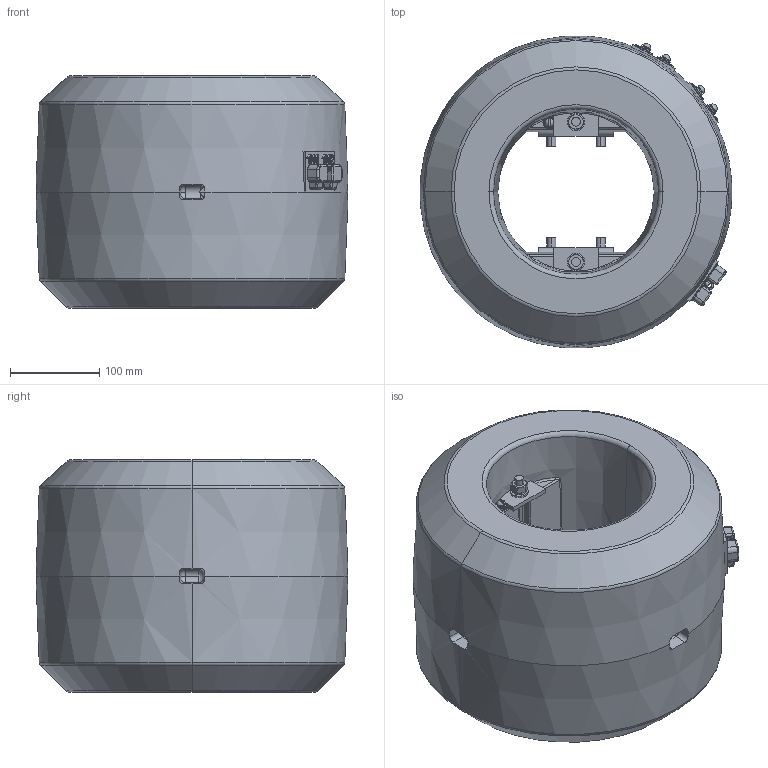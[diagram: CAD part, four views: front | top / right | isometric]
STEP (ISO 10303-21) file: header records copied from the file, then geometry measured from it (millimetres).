
FILE_DESCRIPTION (( 'STEP AP203' ), '1' );
FILE_NAME ('ﾒﾘﾋ-10-3 (2000-5000)ﾀ.STEP', '2022-07-29T06:17:51', ( '' ), ( '' ), 'SwSTEP 2.0', 'SolidWorks 2010', '' );
FILE_SCHEMA (( 'CONFIG_CONTROL_DESIGN' ));
Length unit declared in the file: millimetre
Products named in the file (1): ﾒﾘﾋ-10-3 (2000-5000)ﾀ
Bounding box: 349.28 x 348.8 x 260 mm (x, y, z)
Surface area: 567946 mm2 (no closed solid volume)
Topology: 0 solids, 55 shells, 674 faces, 1989 edges, 1359 vertices
Faces by surface type: plane 312, cylinder 139, cone 107, bspline 76, sphere 22, torus 18
Entity records: 25675 total; most frequent: CARTESIAN_POINT 8522, DIRECTION 3491, ORIENTED_EDGE 3348, EDGE_CURVE 1989, VERTEX_POINT 1359, AXIS2_PLACEMENT_3D 1296, LINE 899, VECTOR 899
